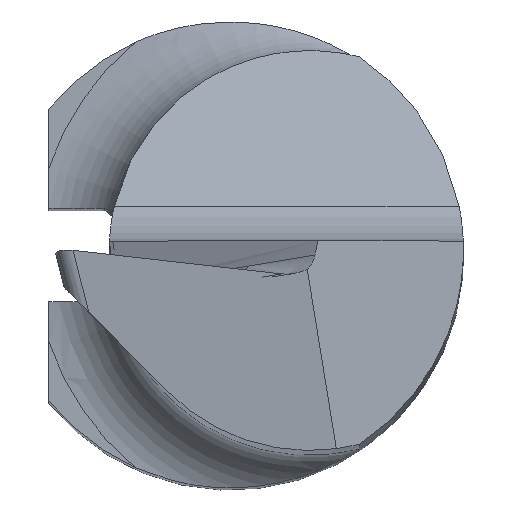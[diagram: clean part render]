
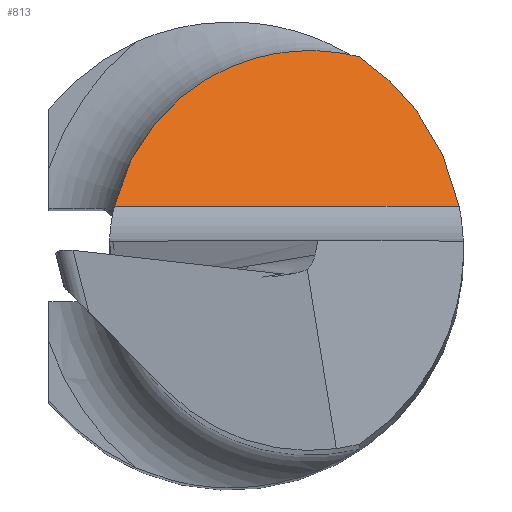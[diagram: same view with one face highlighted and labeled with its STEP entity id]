
A CAD part, top view. The second image highlights one B-rep face of the part: STEP entity #813.
In plain terms, the highlighted planar face has unit normal (0, 0.766, 0.643).
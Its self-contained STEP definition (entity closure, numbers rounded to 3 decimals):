
#18 = CARTESIAN_POINT ( 'NONE',  ( 1.382, 2.083, 39.082 ) ) ;
#59 = VERTEX_POINT ( 'NONE', #460 ) ;
#90 = VERTEX_POINT ( 'NONE', #499 ) ;
#119 = AXIS2_PLACEMENT_3D ( 'NONE', #941, #739, #267 ) ;
#138 = VERTEX_POINT ( 'NONE', #797 ) ;
#222 = CARTESIAN_POINT ( 'NONE',  ( 2.326, 1.142, 40.204 ) ) ;
#267 = DIRECTION ( 'NONE',  ( 0., 0.643, -0.766 ) ) ;
#460 = CARTESIAN_POINT ( 'NONE',  ( 1.382, 2.083, 39.082 ) ) ;
#498 = ORIENTED_EDGE ( 'NONE', *, *, #684, .F. ) ;
#499 = CARTESIAN_POINT ( 'NONE',  ( -1.247, 0.474, 40.999 ) ) ;
#514 = EDGE_CURVE ( 'NONE', #138, #59, #741, .T. ) ;
#559 = FACE_OUTER_BOUND ( 'NONE', #657, .T. ) ;
#621 =( BOUNDED_CURVE ( )  B_SPLINE_CURVE ( 3, ( #842, #658, #1022, #1224 ),
 .UNSPECIFIED., .F., .F. ) 
 B_SPLINE_CURVE_WITH_KNOTS ( ( 4, 4 ),
 ( 4.935, 6.533 ),
 .UNSPECIFIED. ) 
 CURVE ( )  GEOMETRIC_REPRESENTATION_ITEM ( )  RATIONAL_B_SPLINE_CURVE ( ( 1., 0.798, 0.798, 1. ) ) 
 REPRESENTATION_ITEM ( '' )  );
#623 = LINE ( 'NONE', #992, #906 ) ;
#657 = EDGE_LOOP ( 'NONE', ( #498, #867, #847 ) ) ;
#658 = CARTESIAN_POINT ( 'NONE',  ( -0.963, 1.73, 39.503 ) ) ;
#660 = PLANE ( 'NONE',  #119 ) ;
#684 = EDGE_CURVE ( 'NONE', #138, #90, #623, .T. ) ;
#695 = CARTESIAN_POINT ( 'NONE',  ( 1.949, 1.707, 39.53 ) ) ;
#701 = DIRECTION ( 'NONE',  ( -1., 0., 0. ) ) ;
#739 = DIRECTION ( 'NONE',  ( 0., -0.766, -0.643 ) ) ;
#741 =( BOUNDED_CURVE ( )  B_SPLINE_CURVE ( 3, ( #792, #222, #695, #18 ),
 .UNSPECIFIED., .F., .F. ) 
 B_SPLINE_CURVE_WITH_KNOTS ( ( 4, 4 ),
 ( 4.903, 5.697 ),
 .UNSPECIFIED. ) 
 CURVE ( )  GEOMETRIC_REPRESENTATION_ITEM ( )  RATIONAL_B_SPLINE_CURVE ( ( 1., 0.948, 0.948, 1. ) ) 
 REPRESENTATION_ITEM ( '' )  );
#792 = CARTESIAN_POINT ( 'NONE',  ( 2.455, 0.474, 40.999 ) ) ;
#797 = CARTESIAN_POINT ( 'NONE',  ( 2.455, 0.474, 40.999 ) ) ;
#813 = ADVANCED_FACE ( 'NONE', ( #559 ), #660, .F. ) ;
#842 = CARTESIAN_POINT ( 'NONE',  ( -1.247, 0.474, 40.999 ) ) ;
#847 = ORIENTED_EDGE ( 'NONE', *, *, #1158, .F. ) ;
#867 = ORIENTED_EDGE ( 'NONE', *, *, #514, .T. ) ;
#906 = VECTOR ( 'NONE', #701, 1000. ) ;
#941 = CARTESIAN_POINT ( 'NONE',  ( 2.5, 0.474, 40.999 ) ) ;
#992 = CARTESIAN_POINT ( 'NONE',  ( 2.5, 0.474, 40.999 ) ) ;
#1022 = CARTESIAN_POINT ( 'NONE',  ( 0.135, 2.402, 38.702 ) ) ;
#1158 = EDGE_CURVE ( 'NONE', #90, #59, #621, .T. ) ;
#1224 = CARTESIAN_POINT ( 'NONE',  ( 1.382, 2.083, 39.082 ) ) ;
